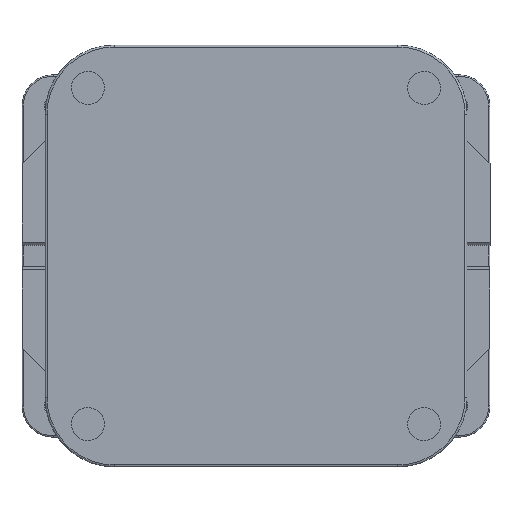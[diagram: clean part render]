
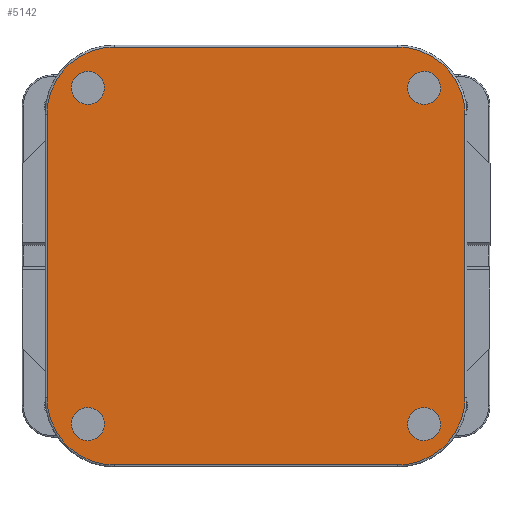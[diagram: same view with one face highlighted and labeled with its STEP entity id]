
A CAD part, front view. The second image highlights one B-rep face of the part: STEP entity #5142.
In plain terms, the highlighted planar face has unit normal (0, -1, 0).
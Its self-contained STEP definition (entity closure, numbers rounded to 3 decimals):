
#246=FACE_BOUND('',#989,.T.);
#247=FACE_BOUND('',#990,.T.);
#248=FACE_BOUND('',#991,.T.);
#249=FACE_BOUND('',#992,.T.);
#367=PLANE('',#5682);
#646=FACE_OUTER_BOUND('',#988,.T.);
#988=EDGE_LOOP('',(#4231,#4232,#4233,#4234,#4235,#4236,#4237,#4238));
#989=EDGE_LOOP('',(#4239));
#990=EDGE_LOOP('',(#4240));
#991=EDGE_LOOP('',(#4241));
#992=EDGE_LOOP('',(#4242));
#1355=LINE('',#8714,#1695);
#1356=LINE('',#8722,#1696);
#1357=LINE('',#8730,#1697);
#1358=LINE('',#8738,#1698);
#1695=VECTOR('',#6861,10.);
#1696=VECTOR('',#6872,10.);
#1697=VECTOR('',#6883,10.);
#1698=VECTOR('',#6894,10.);
#1809=CIRCLE('',#5369,25.);
#1811=CIRCLE('',#5373,25.);
#1813=CIRCLE('',#5377,25.);
#1815=CIRCLE('',#5381,25.);
#1931=CIRCLE('',#5633,102.);
#1934=CIRCLE('',#5638,102.);
#1937=CIRCLE('',#5643,102.);
#1939=CIRCLE('',#5647,102.);
#2093=VERTEX_POINT('',#7579);
#2095=VERTEX_POINT('',#7586);
#2097=VERTEX_POINT('',#7593);
#2099=VERTEX_POINT('',#7600);
#2338=VERTEX_POINT('',#8710);
#2339=VERTEX_POINT('',#8712);
#2340=VERTEX_POINT('',#8716);
#2341=VERTEX_POINT('',#8720);
#2342=VERTEX_POINT('',#8724);
#2343=VERTEX_POINT('',#8728);
#2344=VERTEX_POINT('',#8732);
#2345=VERTEX_POINT('',#8736);
#2559=EDGE_CURVE('',#2093,#2093,#1809,.T.);
#2562=EDGE_CURVE('',#2095,#2095,#1811,.T.);
#2565=EDGE_CURVE('',#2097,#2097,#1813,.T.);
#2568=EDGE_CURVE('',#2099,#2099,#1815,.T.);
#2949=EDGE_CURVE('',#2339,#2338,#1355,.T.);
#2951=EDGE_CURVE('',#2340,#2339,#1931,.T.);
#2953=EDGE_CURVE('',#2341,#2340,#1356,.T.);
#2955=EDGE_CURVE('',#2342,#2341,#1934,.T.);
#2957=EDGE_CURVE('',#2343,#2342,#1357,.T.);
#2959=EDGE_CURVE('',#2344,#2343,#1937,.T.);
#2961=EDGE_CURVE('',#2345,#2344,#1358,.T.);
#2962=EDGE_CURVE('',#2338,#2345,#1939,.T.);
#4231=ORIENTED_EDGE('',*,*,#2962,.F.);
#4232=ORIENTED_EDGE('',*,*,#2949,.F.);
#4233=ORIENTED_EDGE('',*,*,#2951,.F.);
#4234=ORIENTED_EDGE('',*,*,#2953,.F.);
#4235=ORIENTED_EDGE('',*,*,#2955,.F.);
#4236=ORIENTED_EDGE('',*,*,#2957,.F.);
#4237=ORIENTED_EDGE('',*,*,#2959,.F.);
#4238=ORIENTED_EDGE('',*,*,#2961,.F.);
#4239=ORIENTED_EDGE('',*,*,#2559,.T.);
#4240=ORIENTED_EDGE('',*,*,#2562,.T.);
#4241=ORIENTED_EDGE('',*,*,#2565,.T.);
#4242=ORIENTED_EDGE('',*,*,#2568,.T.);
#5142=ADVANCED_FACE('',(#646,#246,#247,#248,#249),#367,.F.);
#5369=AXIS2_PLACEMENT_3D('',#7580,#6105,#6106);
#5373=AXIS2_PLACEMENT_3D('',#7587,#6114,#6115);
#5377=AXIS2_PLACEMENT_3D('',#7594,#6123,#6124);
#5381=AXIS2_PLACEMENT_3D('',#7601,#6132,#6133);
#5633=AXIS2_PLACEMENT_3D('',#8718,#6866,#6867);
#5638=AXIS2_PLACEMENT_3D('',#8726,#6877,#6878);
#5643=AXIS2_PLACEMENT_3D('',#8734,#6888,#6889);
#5647=AXIS2_PLACEMENT_3D('',#8740,#6897,#6898);
#5682=AXIS2_PLACEMENT_3D('',#9440,#6971,#6972);
#6105=DIRECTION('center_axis',(0.,1.,0.));
#6106=DIRECTION('ref_axis',(-0.963,0.,-0.27));
#6114=DIRECTION('center_axis',(0.,1.,0.));
#6115=DIRECTION('ref_axis',(-0.963,0.,-0.27));
#6123=DIRECTION('center_axis',(0.,1.,0.));
#6124=DIRECTION('ref_axis',(-0.963,0.,-0.27));
#6132=DIRECTION('center_axis',(0.,1.,0.));
#6133=DIRECTION('ref_axis',(-0.963,0.,-0.27));
#6861=DIRECTION('',(0.,0.,1.));
#6866=DIRECTION('center_axis',(0.,1.,0.));
#6867=DIRECTION('ref_axis',(-0.707,0.,-0.707));
#6872=DIRECTION('',(-1.,0.,0.));
#6877=DIRECTION('center_axis',(0.,1.,0.));
#6878=DIRECTION('ref_axis',(0.707,0.,-0.707));
#6883=DIRECTION('',(0.,0.,-1.));
#6888=DIRECTION('center_axis',(0.,1.,0.));
#6889=DIRECTION('ref_axis',(0.707,0.,0.707));
#6894=DIRECTION('',(1.,0.,0.));
#6897=DIRECTION('center_axis',(0.,1.,0.));
#6898=DIRECTION('ref_axis',(-0.707,0.,0.707));
#6971=DIRECTION('center_axis',(0.,1.,0.));
#6972=DIRECTION('ref_axis',(0.,0.,1.));
#7579=CARTESIAN_POINT('',(-550.93,0.,71.756));
#7580=CARTESIAN_POINT('Origin',(-575.,0.,65.));
#7586=CARTESIAN_POINT('',(-40.93,0.,71.756));
#7587=CARTESIAN_POINT('Origin',(-65.,0.,
65.));
#7593=CARTESIAN_POINT('',(-550.93,0.,581.756));
#7594=CARTESIAN_POINT('Origin',(-575.,0.,
575.));
#7600=CARTESIAN_POINT('',(-40.93,0.,581.756));
#7601=CARTESIAN_POINT('Origin',(-65.,0.,
575.));
#8710=CARTESIAN_POINT('',(-637.,0.,535.));
#8712=CARTESIAN_POINT('',(-637.,0.,105.));
#8714=CARTESIAN_POINT('',(-637.,0.,212.5));
#8716=CARTESIAN_POINT('',(-535.,0.,3.));
#8718=CARTESIAN_POINT('Origin',(-535.,0.,105.));
#8720=CARTESIAN_POINT('',(-105.,0.,3.));
#8722=CARTESIAN_POINT('',(-212.5,0.,3.));
#8724=CARTESIAN_POINT('',(-3.,0.,105.));
#8726=CARTESIAN_POINT('Origin',(-105.,0.,105.));
#8728=CARTESIAN_POINT('',(-3.,0.,535.));
#8730=CARTESIAN_POINT('',(-3.,0.,427.5));
#8732=CARTESIAN_POINT('',(-105.,0.,637.));
#8734=CARTESIAN_POINT('Origin',(-105.,0.,535.));
#8736=CARTESIAN_POINT('',(-535.,0.,637.));
#8738=CARTESIAN_POINT('',(-427.5,0.,637.));
#8740=CARTESIAN_POINT('Origin',(-535.,0.,535.));
#9440=CARTESIAN_POINT('Origin',(-320.,0.,320.));
